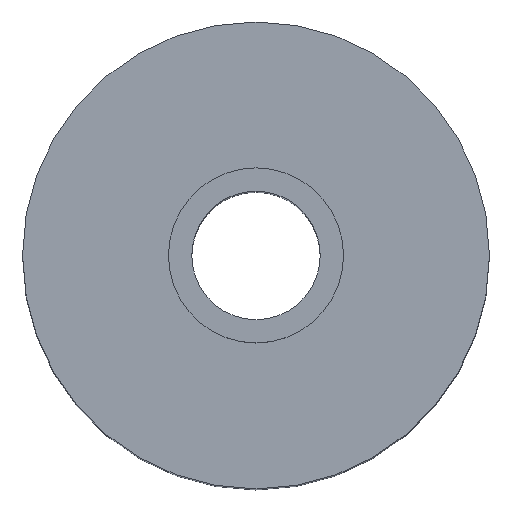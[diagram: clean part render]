
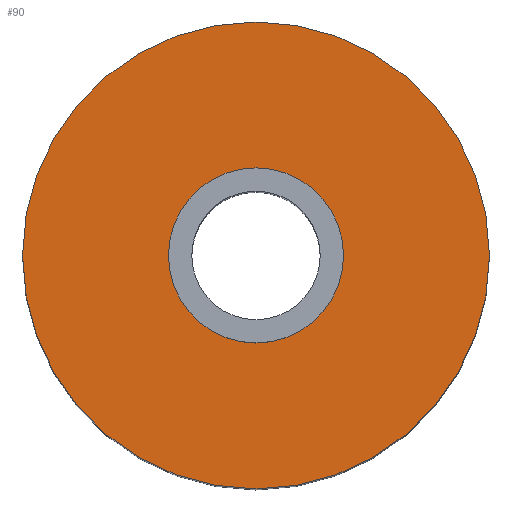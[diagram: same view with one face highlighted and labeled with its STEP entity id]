
A CAD part, top view. The second image highlights one B-rep face of the part: STEP entity #90.
In plain terms, the highlighted planar face has unit normal (0, 0, 1).
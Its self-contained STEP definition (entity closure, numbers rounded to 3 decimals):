
#1 = FACE_OUTER_BOUND ( 'NONE', #280, .T. ) ;
#23 = FACE_BOUND ( 'NONE', #254, .T. ) ;
#33 = EDGE_CURVE ( 'NONE', #288, #258, #219, .T. ) ;
#34 = DIRECTION ( 'NONE',  ( 1., 0., 0. ) ) ;
#57 = DIRECTION ( 'NONE',  ( 1., 0., 0. ) ) ;
#73 = EDGE_CURVE ( 'NONE', #114, #105, #200, .T. ) ;
#81 = CARTESIAN_POINT ( 'NONE',  ( 11.25, 0., 40. ) ) ;
#82 = ORIENTED_EDGE ( 'NONE', *, *, #73, .T. ) ;
#90 = ADVANCED_FACE ( 'NONE', ( #23, #1 ), #122, .F. ) ;
#97 = AXIS2_PLACEMENT_3D ( 'NONE', #326, #128, #34 ) ;
#104 = DIRECTION ( 'NONE',  ( 1., 0., 0. ) ) ;
#105 = VERTEX_POINT ( 'NONE', #177 ) ;
#114 = VERTEX_POINT ( 'NONE', #261 ) ;
#122 = PLANE ( 'NONE',  #187 ) ;
#128 = DIRECTION ( 'NONE',  ( 0., 0., 1. ) ) ;
#141 = ORIENTED_EDGE ( 'NONE', *, *, #215, .F. ) ;
#148 = CARTESIAN_POINT ( 'NONE',  ( 0., 11.25, 40. ) ) ;
#153 = CARTESIAN_POINT ( 'NONE',  ( 0., 0., 40. ) ) ;
#159 = CARTESIAN_POINT ( 'NONE',  ( -11.25, 0., 40. ) ) ;
#162 = CIRCLE ( 'NONE', #97, 11.25 ) ;
#177 = CARTESIAN_POINT ( 'NONE',  ( 30., 0., 40. ) ) ;
#183 = AXIS2_PLACEMENT_3D ( 'NONE', #235, #238, #295 ) ;
#187 = AXIS2_PLACEMENT_3D ( 'NONE', #148, #204, #372 ) ;
#200 = CIRCLE ( 'NONE', #330, 30. ) ;
#201 = AXIS2_PLACEMENT_3D ( 'NONE', #370, #332, #104 ) ;
#204 = DIRECTION ( 'NONE',  ( 0., 0., -1. ) ) ;
#215 = EDGE_CURVE ( 'NONE', #258, #288, #162, .T. ) ;
#219 = CIRCLE ( 'NONE', #183, 11.25 ) ;
#222 = ORIENTED_EDGE ( 'NONE', *, *, #284, .T. ) ;
#235 = CARTESIAN_POINT ( 'NONE',  ( 0., 0., 40. ) ) ;
#238 = DIRECTION ( 'NONE',  ( 0., 0., 1. ) ) ;
#254 = EDGE_LOOP ( 'NONE', ( #333, #141 ) ) ;
#258 = VERTEX_POINT ( 'NONE', #159 ) ;
#261 = CARTESIAN_POINT ( 'NONE',  ( -30., 0., 40. ) ) ;
#280 = EDGE_LOOP ( 'NONE', ( #222, #82 ) ) ;
#284 = EDGE_CURVE ( 'NONE', #105, #114, #358, .T. ) ;
#288 = VERTEX_POINT ( 'NONE', #81 ) ;
#290 = DIRECTION ( 'NONE',  ( 0., 0., 1. ) ) ;
#295 = DIRECTION ( 'NONE',  ( 1., 0., 0. ) ) ;
#326 = CARTESIAN_POINT ( 'NONE',  ( 0., 0., 40. ) ) ;
#330 = AXIS2_PLACEMENT_3D ( 'NONE', #153, #290, #57 ) ;
#332 = DIRECTION ( 'NONE',  ( 0., 0., 1. ) ) ;
#333 = ORIENTED_EDGE ( 'NONE', *, *, #33, .F. ) ;
#358 = CIRCLE ( 'NONE', #201, 30. ) ;
#370 = CARTESIAN_POINT ( 'NONE',  ( 0., 0., 40. ) ) ;
#372 = DIRECTION ( 'NONE',  ( -1., 0., 0. ) ) ;
